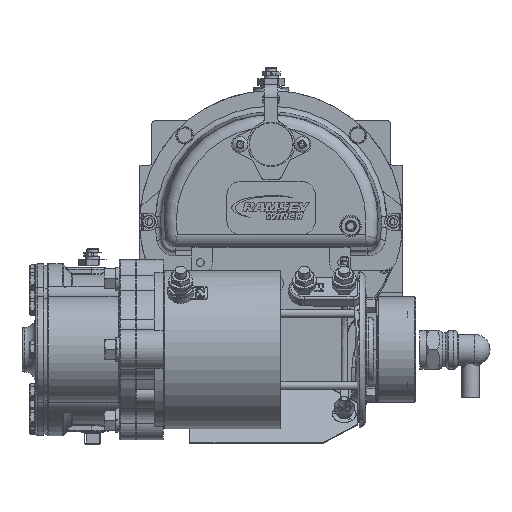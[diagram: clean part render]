
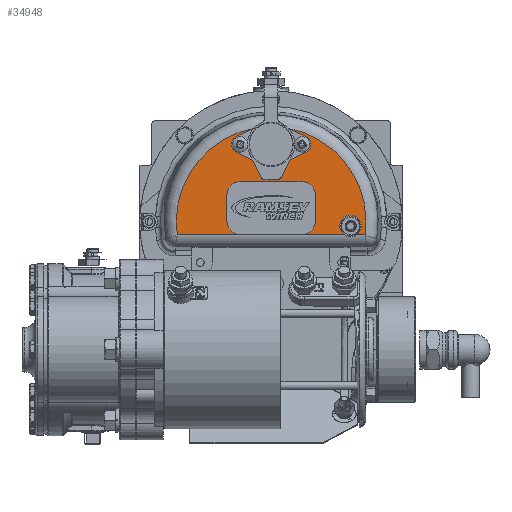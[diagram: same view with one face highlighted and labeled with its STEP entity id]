
A CAD part, top view. The second image highlights one B-rep face of the part: STEP entity #34948.
In plain terms, the highlighted planar face has unit normal (0, 0, 1).
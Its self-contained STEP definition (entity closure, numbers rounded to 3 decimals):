
#3378=FACE_BOUND('',#6780,.T.);
#3379=FACE_BOUND('',#6781,.T.);
#3380=FACE_BOUND('',#6782,.T.);
#3381=FACE_BOUND('',#6783,.T.);
#3788=PLANE('',#37508);
#5009=FACE_OUTER_BOUND('',#6779,.T.);
#6779=EDGE_LOOP('',(#29379,#29380,#29381,#29382));
#6780=EDGE_LOOP('',(#29383));
#6781=EDGE_LOOP('',(#29384));
#6782=EDGE_LOOP('',(#29385,#29386,#29387,#29388,#29389,#29390,#29391,#29392));
#6783=EDGE_LOOP('',(#29393));
#8909=LINE('',#76533,#11584);
#8912=LINE('',#76545,#11587);
#8920=LINE('',#76579,#11595);
#8921=LINE('',#76580,#11596);
#8922=LINE('',#76581,#11597);
#11584=VECTOR('',#44082,1000.);
#11587=VECTOR('',#44093,1000.);
#11595=VECTOR('',#44127,1000.);
#11596=VECTOR('',#44128,1000.);
#11597=VECTOR('',#44129,1000.);
#14004=CIRCLE('',#37320,68.209);
#14006=CIRCLE('',#37322,68.209);
#14074=CIRCLE('',#37496,9.525);
#14076=CIRCLE('',#37500,9.525);
#14078=CIRCLE('',#37503,9.525);
#14080=CIRCLE('',#37506,9.525);
#14082=CIRCLE('',#37509,12.7);
#14083=CIRCLE('',#37510,2.527);
#14084=CIRCLE('',#37511,4.366);
#14085=CIRCLE('',#37512,2.527);
#16800=VERTEX_POINT('',#73778);
#16801=VERTEX_POINT('',#73786);
#16802=VERTEX_POINT('',#73794);
#16805=VERTEX_POINT('',#73920);
#17093=VERTEX_POINT('',#76535);
#17094=VERTEX_POINT('',#76536);
#17097=VERTEX_POINT('',#76544);
#17099=VERTEX_POINT('',#76550);
#17101=VERTEX_POINT('',#76556);
#17102=VERTEX_POINT('',#76557);
#17105=VERTEX_POINT('',#76565);
#17106=VERTEX_POINT('',#76566);
#17109=VERTEX_POINT('',#76575);
#17110=VERTEX_POINT('',#76577);
#17111=VERTEX_POINT('',#76582);
#21639=EDGE_CURVE('',#16802,#16801,#14004,.T.);
#21643=EDGE_CURVE('',#16800,#16805,#14006,.T.);
#22033=EDGE_CURVE('',#16805,#16802,#8909,.T.);
#22034=EDGE_CURVE('',#17093,#17094,#14074,.T.);
#22038=EDGE_CURVE('',#17097,#17094,#8912,.T.);
#22041=EDGE_CURVE('',#17099,#17097,#14076,.T.);
#22044=EDGE_CURVE('',#17101,#17102,#14078,.T.);
#22048=EDGE_CURVE('',#17105,#17106,#14080,.T.);
#22052=EDGE_CURVE('',#16800,#16801,#14082,.T.);
#22053=EDGE_CURVE('',#17109,#17109,#14083,.T.);
#22054=EDGE_CURVE('',#17110,#17110,#14084,.T.);
#22055=EDGE_CURVE('',#17101,#17105,#8920,.T.);
#22056=EDGE_CURVE('',#17099,#17102,#8921,.T.);
#22057=EDGE_CURVE('',#17093,#17106,#8922,.T.);
#22058=EDGE_CURVE('',#17111,#17111,#14085,.T.);
#29379=ORIENTED_EDGE('',*,*,#22033,.T.);
#29380=ORIENTED_EDGE('',*,*,#21639,.T.);
#29381=ORIENTED_EDGE('',*,*,#22052,.F.);
#29382=ORIENTED_EDGE('',*,*,#21643,.T.);
#29383=ORIENTED_EDGE('',*,*,#22053,.F.);
#29384=ORIENTED_EDGE('',*,*,#22054,.F.);
#29385=ORIENTED_EDGE('',*,*,#22048,.F.);
#29386=ORIENTED_EDGE('',*,*,#22055,.F.);
#29387=ORIENTED_EDGE('',*,*,#22044,.T.);
#29388=ORIENTED_EDGE('',*,*,#22056,.F.);
#29389=ORIENTED_EDGE('',*,*,#22041,.T.);
#29390=ORIENTED_EDGE('',*,*,#22038,.T.);
#29391=ORIENTED_EDGE('',*,*,#22034,.F.);
#29392=ORIENTED_EDGE('',*,*,#22057,.T.);
#29393=ORIENTED_EDGE('',*,*,#22058,.F.);
#34948=ADVANCED_FACE('',(#5009,#3378,#3379,#3380,#3381),#3788,.F.);
#37320=AXIS2_PLACEMENT_3D('',#73795,#43427,#43428);
#37322=AXIS2_PLACEMENT_3D('',#74024,#43431,#43432);
#37496=AXIS2_PLACEMENT_3D('',#76537,#44085,#44086);
#37500=AXIS2_PLACEMENT_3D('',#76551,#44098,#44099);
#37503=AXIS2_PLACEMENT_3D('',#76558,#44105,#44106);
#37506=AXIS2_PLACEMENT_3D('',#76567,#44113,#44114);
#37508=AXIS2_PLACEMENT_3D('',#76573,#44119,#44120);
#37509=AXIS2_PLACEMENT_3D('',#76574,#44121,#44122);
#37510=AXIS2_PLACEMENT_3D('',#76576,#44123,#44124);
#37511=AXIS2_PLACEMENT_3D('',#76578,#44125,#44126);
#37512=AXIS2_PLACEMENT_3D('',#76583,#44130,#44131);
#43427=DIRECTION('center_axis',(0.,0.,1.));
#43428=DIRECTION('ref_axis',(0.,1.,0.));
#43431=DIRECTION('center_axis',(0.,0.,1.));
#43432=DIRECTION('ref_axis',(0.,1.,0.));
#44082=DIRECTION('',(1.,0.,0.));
#44085=DIRECTION('center_axis',(0.,0.,1.));
#44086=DIRECTION('ref_axis',(0.,-1.,0.));
#44093=DIRECTION('',(1.,0.,0.));
#44098=DIRECTION('center_axis',(0.,0.,-1.));
#44099=DIRECTION('ref_axis',(0.,-1.,0.));
#44105=DIRECTION('center_axis',(0.,0.,-1.));
#44106=DIRECTION('ref_axis',(0.,-1.,0.));
#44113=DIRECTION('center_axis',(0.,0.,1.));
#44114=DIRECTION('ref_axis',(0.,-1.,0.));
#44119=DIRECTION('center_axis',(0.,0.,-1.));
#44120=DIRECTION('ref_axis',(0.,1.,0.));
#44121=DIRECTION('center_axis',(0.,0.,1.));
#44122=DIRECTION('ref_axis',(0.,-1.,0.));
#44123=DIRECTION('center_axis',(0.,0.,1.));
#44124=DIRECTION('ref_axis',(0.,1.,0.));
#44125=DIRECTION('center_axis',(0.,0.,1.));
#44126=DIRECTION('ref_axis',(0.,1.,0.));
#44127=DIRECTION('',(1.,0.,0.));
#44128=DIRECTION('',(0.,-1.,0.));
#44129=DIRECTION('',(0.,-1.,0.));
#44130=DIRECTION('center_axis',(0.,0.,1.));
#44131=DIRECTION('ref_axis',(0.,-1.,0.));
#73778=CARTESIAN_POINT('',(-1.291,68.038,198.946));
#73786=CARTESIAN_POINT('',(1.291,68.038,198.946));
#73794=CARTESIAN_POINT('',(67.548,-9.63,198.946));
#73795=CARTESIAN_POINT('Origin',(0.,-0.159,
198.946));
#73920=CARTESIAN_POINT('',(-67.548,-9.63,198.946));
#74024=CARTESIAN_POINT('Origin',(0.,-0.159,
198.946));
#76533=CARTESIAN_POINT('',(-68.96,-9.63,198.946));
#76535=CARTESIAN_POINT('',(31.75,19.107,198.946));
#76536=CARTESIAN_POINT('',(22.225,28.632,198.946));
#76537=CARTESIAN_POINT('Origin',(22.225,19.107,198.946));
#76544=CARTESIAN_POINT('',(-22.225,28.632,198.946));
#76545=CARTESIAN_POINT('',(-122.242,28.632,198.946));
#76550=CARTESIAN_POINT('',(-31.75,19.107,198.946));
#76551=CARTESIAN_POINT('Origin',(-22.225,19.107,198.946));
#76556=CARTESIAN_POINT('',(-22.225,-9.468,198.946));
#76557=CARTESIAN_POINT('',(-31.75,0.057,198.946));
#76558=CARTESIAN_POINT('Origin',(-22.225,0.057,198.946));
#76565=CARTESIAN_POINT('',(22.225,-9.468,198.946));
#76566=CARTESIAN_POINT('',(31.75,0.057,198.946));
#76567=CARTESIAN_POINT('Origin',(22.225,0.057,198.946));
#76573=CARTESIAN_POINT('Origin',(-68.96,-11.271,198.946));
#76574=CARTESIAN_POINT('Origin',(0.,55.404,
198.946));
#76575=CARTESIAN_POINT('',(22.225,52.876,198.946));
#76576=CARTESIAN_POINT('Origin',(22.225,55.404,198.946));
#76577=CARTESIAN_POINT('',(57.15,-7.699,198.946));
#76578=CARTESIAN_POINT('Origin',(57.15,-3.334,198.946));
#76579=CARTESIAN_POINT('',(-122.242,-9.468,198.946));
#76580=CARTESIAN_POINT('',(-31.75,29.204,198.946));
#76581=CARTESIAN_POINT('',(31.75,29.204,198.946));
#76582=CARTESIAN_POINT('',(-22.225,57.931,198.946));
#76583=CARTESIAN_POINT('Origin',(-22.225,55.404,198.946));
